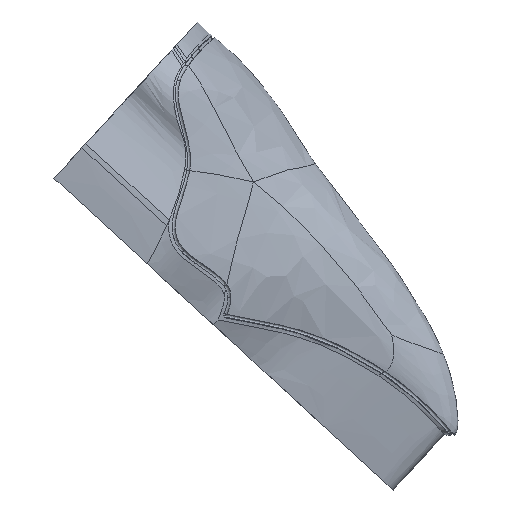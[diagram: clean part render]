
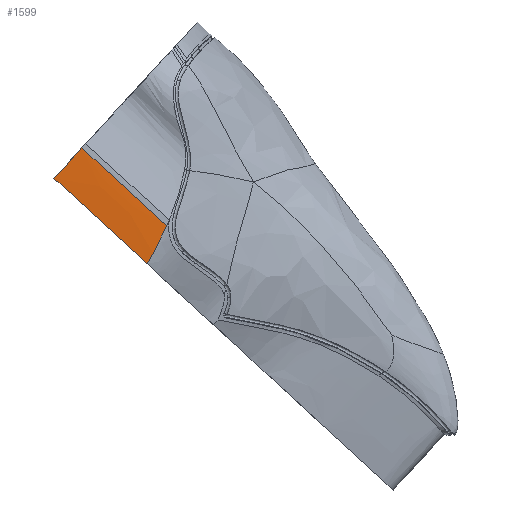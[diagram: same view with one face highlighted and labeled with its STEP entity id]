
A CAD part, front view. The second image highlights one B-rep face of the part: STEP entity #1599.
In plain terms, the highlighted free-form (B-spline) face has degree [3, 3] with [10, 4] control points.
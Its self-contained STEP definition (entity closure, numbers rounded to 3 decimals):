
#52=B_SPLINE_SURFACE_WITH_KNOTS('',3,3,((#4835,#4836,#4837,#4838),(#4839,
#4840,#4841,#4842),(#4843,#4844,#4845,#4846),(#4847,#4848,#4849,#4850),
(#4851,#4852,#4853,#4854),(#4855,#4856,#4857,#4858),(#4859,#4860,#4861,
#4862),(#4863,#4864,#4865,#4866),(#4867,#4868,#4869,#4870),(#4871,#4872,
#4873,#4874)),.UNSPECIFIED.,.F.,.F.,.F.,(4,2,2,2,4),(4,4),(0.,0.131,
0.192,0.366,0.936),(0.179,
1.),.UNSPECIFIED.);
#142=FACE_OUTER_BOUND('',#236,.T.);
#236=EDGE_LOOP('',(#1108,#1109,#1110,#1111,#1112));
#328=LINE('',#4830,#345);
#345=VECTOR('',#1732,77.403);
#352=B_SPLINE_CURVE_WITH_KNOTS('',3,(#1805,#1806,#1807,#1808,#1809,#1810),
 .UNSPECIFIED.,.F.,.F.,(4,2,4),(-6.861,-3.434,0.),
 .UNSPECIFIED.);
#375=B_SPLINE_CURVE_WITH_KNOTS('',3,(#3063,#3064,#3065,#3066,#3067,#3068),
 .UNSPECIFIED.,.F.,.F.,(4,2,4),(-2.623,-1.157,-0.155),
 .UNSPECIFIED.);
#393=B_SPLINE_CURVE_WITH_KNOTS('',3,(#4876,#4877,#4878,#4879),
 .UNSPECIFIED.,.F.,.F.,(4,4),(-0.86,-0.162),
 .UNSPECIFIED.);
#394=B_SPLINE_CURVE_WITH_KNOTS('',3,(#4880,#4881,#4882,#4883),
 .UNSPECIFIED.,.F.,.F.,(4,4),(-2.937,-0.86),
 .UNSPECIFIED.);
#581=VERTEX_POINT('',#1803);
#582=VERTEX_POINT('',#1804);
#605=VERTEX_POINT('',#3062);
#621=VERTEX_POINT('',#4829);
#622=VERTEX_POINT('',#4875);
#762=EDGE_CURVE('',#581,#582,#352,.T.);
#789=EDGE_CURVE('',#605,#581,#375,.T.);
#812=EDGE_CURVE('',#605,#621,#328,.T.);
#814=EDGE_CURVE('',#622,#582,#393,.T.);
#815=EDGE_CURVE('',#621,#622,#394,.T.);
#1108=ORIENTED_EDGE('',*,*,#762,.T.);
#1109=ORIENTED_EDGE('',*,*,#814,.F.);
#1110=ORIENTED_EDGE('',*,*,#815,.F.);
#1111=ORIENTED_EDGE('',*,*,#812,.F.);
#1112=ORIENTED_EDGE('',*,*,#789,.T.);
#1599=ADVANCED_FACE('',(#142),#52,.T.);
#1732=DIRECTION('',(0.737,0.001,-0.676));
#1803=CARTESIAN_POINT('',(54.774,-78.05,307.126));
#1804=CARTESIAN_POINT('',(105.296,-78.05,260.701));
#1805=CARTESIAN_POINT('Ctrl Pts',(54.774,-78.05,307.126));
#1806=CARTESIAN_POINT('Ctrl Pts',(63.187,-78.05,299.396));
#1807=CARTESIAN_POINT('Ctrl Pts',(71.6,-78.05,291.665));
#1808=CARTESIAN_POINT('Ctrl Pts',(88.44,-78.05,276.19));
#1809=CARTESIAN_POINT('Ctrl Pts',(96.868,-78.05,268.446));
#1810=CARTESIAN_POINT('Ctrl Pts',(105.296,-78.05,260.701));
#3062=CARTESIAN_POINT('',(69.888,-78.645,323.574));
#3063=CARTESIAN_POINT('Ctrl Pts',(69.888,-78.645,323.574));
#3064=CARTESIAN_POINT('Ctrl Pts',(67.122,-78.675,320.563));
#3065=CARTESIAN_POINT('Ctrl Pts',(65.306,-78.692,318.587));
#3066=CARTESIAN_POINT('Ctrl Pts',(59.549,-78.409,312.323));
#3067=CARTESIAN_POINT('Ctrl Pts',(57.086,-78.23,309.642));
#3068=CARTESIAN_POINT('Ctrl Pts',(54.774,-78.05,307.126));
#4829=CARTESIAN_POINT('',(115.866,-78.579,281.383));
#4830=CARTESIAN_POINT('',(58.836,-78.66,333.716));
#4835=CARTESIAN_POINT('Ctrl Pts',(69.068,-78.646,324.327));
#4836=CARTESIAN_POINT('Ctrl Pts',(84.667,-78.624,310.012));
#4837=CARTESIAN_POINT('Ctrl Pts',(100.267,-78.601,295.697));
#4838=CARTESIAN_POINT('Ctrl Pts',(115.866,-78.579,281.383));
#4839=CARTESIAN_POINT('Ctrl Pts',(68.416,-78.653,323.526));
#4840=CARTESIAN_POINT('Ctrl Pts',(84.088,-78.641,309.148));
#4841=CARTESIAN_POINT('Ctrl Pts',(99.76,-78.63,294.77));
#4842=CARTESIAN_POINT('Ctrl Pts',(115.432,-78.618,280.393));
#4843=CARTESIAN_POINT('Ctrl Pts',(67.763,-78.657,322.724));
#4844=CARTESIAN_POINT('Ctrl Pts',(83.504,-78.652,308.283));
#4845=CARTESIAN_POINT('Ctrl Pts',(99.245,-78.647,293.843));
#4846=CARTESIAN_POINT('Ctrl Pts',(114.986,-78.641,279.402));
#4847=CARTESIAN_POINT('Ctrl Pts',(66.802,-78.66,321.549));
#4848=CARTESIAN_POINT('Ctrl Pts',(82.641,-78.659,307.018));
#4849=CARTESIAN_POINT('Ctrl Pts',(98.48,-78.658,292.486));
#4850=CARTESIAN_POINT('Ctrl Pts',(114.319,-78.658,277.955));
#4851=CARTESIAN_POINT('Ctrl Pts',(66.496,-78.66,321.175));
#4852=CARTESIAN_POINT('Ctrl Pts',(82.366,-78.66,306.615));
#4853=CARTESIAN_POINT('Ctrl Pts',(98.235,-78.66,292.055));
#4854=CARTESIAN_POINT('Ctrl Pts',(114.105,-78.66,277.495));
#4855=CARTESIAN_POINT('Ctrl Pts',(65.318,-78.66,319.739));
#4856=CARTESIAN_POINT('Ctrl Pts',(81.303,-78.661,305.07));
#4857=CARTESIAN_POINT('Ctrl Pts',(97.289,-78.661,290.401));
#4858=CARTESIAN_POINT('Ctrl Pts',(113.275,-78.661,275.732));
#4859=CARTESIAN_POINT('Ctrl Pts',(64.443,-78.642,318.677));
#4860=CARTESIAN_POINT('Ctrl Pts',(80.511,-78.643,303.93));
#4861=CARTESIAN_POINT('Ctrl Pts',(96.579,-78.643,289.184));
#4862=CARTESIAN_POINT('Ctrl Pts',(112.647,-78.643,274.438));
#4863=CARTESIAN_POINT('Ctrl Pts',(60.721,-78.514,314.179));
#4864=CARTESIAN_POINT('Ctrl Pts',(77.126,-78.514,299.117));
#4865=CARTESIAN_POINT('Ctrl Pts',(93.53,-78.515,284.054));
#4866=CARTESIAN_POINT('Ctrl Pts',(109.935,-78.515,268.992));
#4867=CARTESIAN_POINT('Ctrl Pts',(57.765,-78.294,310.654));
#4868=CARTESIAN_POINT('Ctrl Pts',(74.401,-78.293,295.375));
#4869=CARTESIAN_POINT('Ctrl Pts',(91.037,-78.294,280.095));
#4870=CARTESIAN_POINT('Ctrl Pts',(107.673,-78.293,264.815));
#4871=CARTESIAN_POINT('Ctrl Pts',(54.772,-78.05,307.123));
#4872=CARTESIAN_POINT('Ctrl Pts',(71.613,-78.05,291.649));
#4873=CARTESIAN_POINT('Ctrl Pts',(88.454,-78.05,276.175));
#4874=CARTESIAN_POINT('Ctrl Pts',(105.296,-78.05,260.701));
#4875=CARTESIAN_POINT('',(108.514,-78.362,266.444));
#4876=CARTESIAN_POINT('Ctrl Pts',(108.514,-78.362,266.444));
#4877=CARTESIAN_POINT('Ctrl Pts',(107.509,-78.273,264.591));
#4878=CARTESIAN_POINT('Ctrl Pts',(106.438,-78.167,262.678));
#4879=CARTESIAN_POINT('Ctrl Pts',(105.296,-78.05,260.701));
#4880=CARTESIAN_POINT('Ctrl Pts',(115.866,-78.579,281.383));
#4881=CARTESIAN_POINT('Ctrl Pts',(113.905,-78.756,276.916));
#4882=CARTESIAN_POINT('Ctrl Pts',(111.502,-78.628,271.951));
#4883=CARTESIAN_POINT('Ctrl Pts',(108.514,-78.362,266.444));
